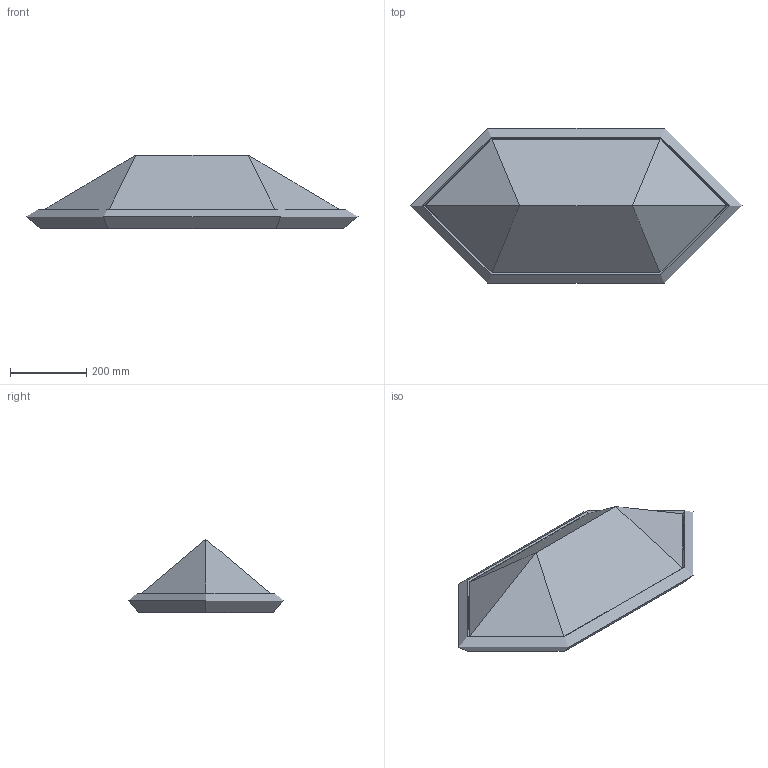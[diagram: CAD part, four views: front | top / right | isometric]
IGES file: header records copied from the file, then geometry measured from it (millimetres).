
Start section: SolidWorks IGES file using analytic representation for surfaces
Global section: file name:STELH - Stella Hexagon.IGS; native system: Rhinoceros ( Oct 24 2012 ); preprocessor: Trout Lake IGES 012 Oct 24 2012; date: 190712.214715; units: millimetre
Bounding box: 869.9 x 478.94 x 192.37 mm (x, y, z)
Surface area: 654574 mm2 (no closed solid volume)
Topology: 0 solids, 0 shells, 32 faces, 171 edges, 171 vertices
Faces by surface type: bspline 32
